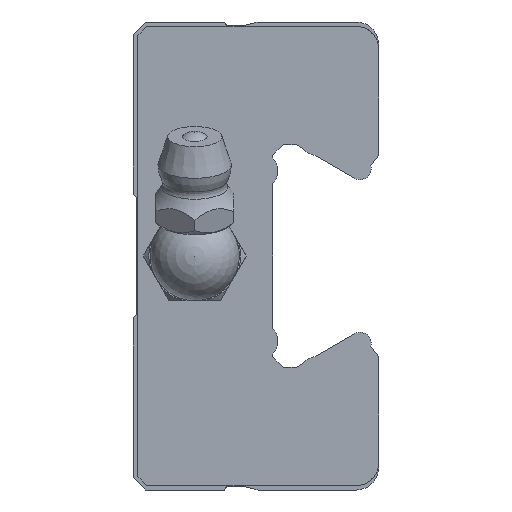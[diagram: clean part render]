
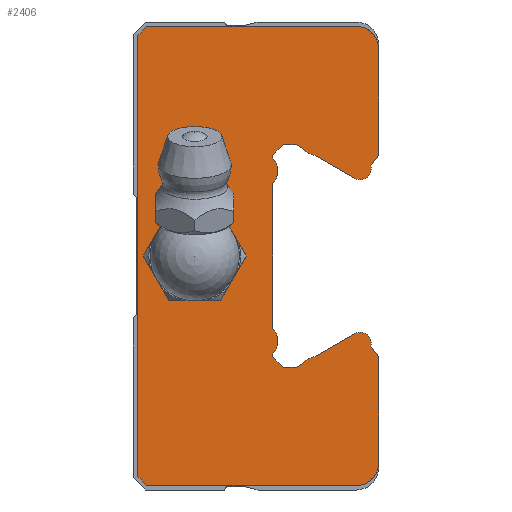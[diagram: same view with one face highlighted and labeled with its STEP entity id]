
A CAD part, left-side view. The second image highlights one B-rep face of the part: STEP entity #2406.
In plain terms, the highlighted planar face has unit normal (-1, 0, 0).
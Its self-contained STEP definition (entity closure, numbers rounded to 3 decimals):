
#106=LINE('',#3805,#324);
#121=LINE('',#3838,#339);
#126=LINE('',#3850,#344);
#133=LINE('',#3879,#351);
#160=LINE('',#3935,#378);
#163=LINE('',#3942,#381);
#173=LINE('',#3959,#391);
#174=LINE('',#3963,#392);
#175=LINE('',#3969,#393);
#176=LINE('',#3973,#394);
#177=LINE('',#3975,#395);
#178=LINE('',#3977,#396);
#179=LINE('',#3979,#397);
#180=LINE('',#3983,#398);
#181=LINE('',#3987,#399);
#182=LINE('',#3989,#400);
#183=LINE('',#3991,#401);
#184=LINE('',#3993,#402);
#185=LINE('',#3997,#403);
#186=LINE('',#4003,#404);
#324=VECTOR('',#2984,1000.);
#339=VECTOR('',#3005,1000.);
#344=VECTOR('',#3016,1000.);
#351=VECTOR('',#3045,1000.);
#378=VECTOR('',#3092,1000.);
#381=VECTOR('',#3099,1000.);
#391=VECTOR('',#3111,1000.);
#392=VECTOR('',#3116,1000.);
#393=VECTOR('',#3121,1000.);
#394=VECTOR('',#3124,1000.);
#395=VECTOR('',#3125,1000.);
#396=VECTOR('',#3126,1000.);
#397=VECTOR('',#3127,1000.);
#398=VECTOR('',#3130,1000.);
#399=VECTOR('',#3133,1000.);
#400=VECTOR('',#3134,1000.);
#401=VECTOR('',#3135,1000.);
#402=VECTOR('',#3136,1000.);
#403=VECTOR('',#3139,1000.);
#404=VECTOR('',#3144,1000.);
#524=PLANE('',#2621);
#632=CIRCLE('',#2600,2.);
#636=CIRCLE('',#2606,2.);
#638=CIRCLE('',#2622,3.);
#639=CIRCLE('',#2623,1.);
#640=CIRCLE('',#2624,0.7);
#641=CIRCLE('',#2625,1.65);
#642=CIRCLE('',#2626,1.65);
#643=CIRCLE('',#2627,1.65);
#644=CIRCLE('',#2628,1.65);
#645=CIRCLE('',#2629,0.7);
#646=CIRCLE('',#2630,1.);
#1002=ORIENTED_EDGE('',*,*,#1555,.T.);
#1003=ORIENTED_EDGE('',*,*,#1556,.T.);
#1004=ORIENTED_EDGE('',*,*,#1557,.F.);
#1005=ORIENTED_EDGE('',*,*,#1558,.F.);
#1006=ORIENTED_EDGE('',*,*,#1559,.T.);
#1007=ORIENTED_EDGE('',*,*,#1560,.F.);
#1008=ORIENTED_EDGE('',*,*,#1561,.T.);
#1009=ORIENTED_EDGE('',*,*,#1562,.T.);
#1010=ORIENTED_EDGE('',*,*,#1563,.T.);
#1011=ORIENTED_EDGE('',*,*,#1564,.T.);
#1012=ORIENTED_EDGE('',*,*,#1565,.F.);
#1013=ORIENTED_EDGE('',*,*,#1566,.T.);
#1014=ORIENTED_EDGE('',*,*,#1567,.F.);
#1015=ORIENTED_EDGE('',*,*,#1568,.T.);
#1016=ORIENTED_EDGE('',*,*,#1569,.T.);
#1017=ORIENTED_EDGE('',*,*,#1570,.T.);
#1018=ORIENTED_EDGE('',*,*,#1571,.T.);
#1019=ORIENTED_EDGE('',*,*,#1572,.F.);
#1020=ORIENTED_EDGE('',*,*,#1573,.T.);
#1021=ORIENTED_EDGE('',*,*,#1574,.F.);
#1022=ORIENTED_EDGE('',*,*,#1575,.F.);
#1023=ORIENTED_EDGE('',*,*,#1576,.T.);
#1024=ORIENTED_EDGE('',*,*,#1554,.F.);
#1025=ORIENTED_EDGE('',*,*,#1502,.F.);
#1026=ORIENTED_EDGE('',*,*,#1498,.F.);
#1027=ORIENTED_EDGE('',*,*,#1492,.F.);
#1028=ORIENTED_EDGE('',*,*,#1541,.F.);
#1029=ORIENTED_EDGE('',*,*,#1477,.F.);
#1030=ORIENTED_EDGE('',*,*,#1513,.F.);
#1031=ORIENTED_EDGE('',*,*,#1510,.F.);
#1032=ORIENTED_EDGE('',*,*,#1544,.F.);
#1477=EDGE_CURVE('',#1775,#1776,#106,.T.);
#1492=EDGE_CURVE('',#1790,#1788,#121,.T.);
#1498=EDGE_CURVE('',#1788,#1795,#126,.T.);
#1502=EDGE_CURVE('',#1795,#1797,#632,.T.);
#1510=EDGE_CURVE('',#1804,#1805,#636,.T.);
#1513=EDGE_CURVE('',#1805,#1775,#133,.T.);
#1541=EDGE_CURVE('',#1776,#1790,#160,.T.);
#1544=EDGE_CURVE('',#1825,#1804,#163,.T.);
#1554=EDGE_CURVE('',#1797,#1830,#173,.T.);
#1555=EDGE_CURVE('',#1833,#1833,#638,.T.);
#1556=EDGE_CURVE('',#1825,#1834,#174,.T.);
#1557=EDGE_CURVE('',#1835,#1834,#639,.T.);
#1558=EDGE_CURVE('',#1836,#1835,#640,.T.);
#1559=EDGE_CURVE('',#1836,#1837,#175,.T.);
#1560=EDGE_CURVE('',#1838,#1837,#641,.T.);
#1561=EDGE_CURVE('',#1838,#1839,#176,.T.);
#1562=EDGE_CURVE('',#1839,#1840,#177,.T.);
#1563=EDGE_CURVE('',#1840,#1841,#178,.T.);
#1564=EDGE_CURVE('',#1841,#1842,#179,.T.);
#1565=EDGE_CURVE('',#1843,#1842,#642,.T.);
#1566=EDGE_CURVE('',#1843,#1844,#180,.T.);
#1567=EDGE_CURVE('',#1845,#1844,#643,.T.);
#1568=EDGE_CURVE('',#1845,#1846,#181,.T.);
#1569=EDGE_CURVE('',#1846,#1847,#182,.T.);
#1570=EDGE_CURVE('',#1847,#1848,#183,.T.);
#1571=EDGE_CURVE('',#1848,#1849,#184,.T.);
#1572=EDGE_CURVE('',#1850,#1849,#644,.T.);
#1573=EDGE_CURVE('',#1850,#1851,#185,.T.);
#1574=EDGE_CURVE('',#1852,#1851,#645,.T.);
#1575=EDGE_CURVE('',#1853,#1852,#646,.T.);
#1576=EDGE_CURVE('',#1853,#1830,#186,.T.);
#1775=VERTEX_POINT('',#3804);
#1776=VERTEX_POINT('',#3806);
#1788=VERTEX_POINT('',#3833);
#1790=VERTEX_POINT('',#3837);
#1795=VERTEX_POINT('',#3851);
#1797=VERTEX_POINT('',#3858);
#1804=VERTEX_POINT('',#3873);
#1805=VERTEX_POINT('',#3875);
#1825=VERTEX_POINT('',#3940);
#1830=VERTEX_POINT('',#3952);
#1833=VERTEX_POINT('',#3962);
#1834=VERTEX_POINT('',#3964);
#1835=VERTEX_POINT('',#3966);
#1836=VERTEX_POINT('',#3968);
#1837=VERTEX_POINT('',#3970);
#1838=VERTEX_POINT('',#3972);
#1839=VERTEX_POINT('',#3974);
#1840=VERTEX_POINT('',#3976);
#1841=VERTEX_POINT('',#3978);
#1842=VERTEX_POINT('',#3980);
#1843=VERTEX_POINT('',#3982);
#1844=VERTEX_POINT('',#3984);
#1845=VERTEX_POINT('',#3986);
#1846=VERTEX_POINT('',#3988);
#1847=VERTEX_POINT('',#3990);
#1848=VERTEX_POINT('',#3992);
#1849=VERTEX_POINT('',#3994);
#1850=VERTEX_POINT('',#3996);
#1851=VERTEX_POINT('',#3998);
#1852=VERTEX_POINT('',#4000);
#1853=VERTEX_POINT('',#4002);
#2032=EDGE_LOOP('',(#1002));
#2033=EDGE_LOOP('',(#1003,#1004,#1005,#1006,#1007,#1008,#1009,#1010,#1011,
#1012,#1013,#1014,#1015,#1016,#1017,#1018,#1019,#1020,#1021,#1022,#1023,
#1024,#1025,#1026,#1027,#1028,#1029,#1030,#1031,#1032));
#2213=FACE_BOUND('',#2032,.T.);
#2214=FACE_BOUND('',#2033,.T.);
#2406=ADVANCED_FACE('',(#2213,#2214),#524,.F.);
#2600=AXIS2_PLACEMENT_3D('',#3857,#3024,#3025);
#2606=AXIS2_PLACEMENT_3D('',#3874,#3039,#3040);
#2621=AXIS2_PLACEMENT_3D('',#3960,#3112,#3113);
#2622=AXIS2_PLACEMENT_3D('',#3961,#3114,#3115);
#2623=AXIS2_PLACEMENT_3D('',#3965,#3117,#3118);
#2624=AXIS2_PLACEMENT_3D('',#3967,#3119,#3120);
#2625=AXIS2_PLACEMENT_3D('',#3971,#3122,#3123);
#2626=AXIS2_PLACEMENT_3D('',#3981,#3128,#3129);
#2627=AXIS2_PLACEMENT_3D('',#3985,#3131,#3132);
#2628=AXIS2_PLACEMENT_3D('',#3995,#3137,#3138);
#2629=AXIS2_PLACEMENT_3D('',#3999,#3140,#3141);
#2630=AXIS2_PLACEMENT_3D('',#4001,#3142,#3143);
#2984=DIRECTION('',(0.,0.707,0.707));
#3005=DIRECTION('',(0.,-0.707,0.707));
#3016=DIRECTION('',(0.,-1.,0.));
#3024=DIRECTION('',(1.,0.,0.));
#3025=DIRECTION('',(0.,0.,-1.));
#3039=DIRECTION('',(1.,0.,0.));
#3040=DIRECTION('',(0.,0.,-1.));
#3045=DIRECTION('',(0.,1.,0.));
#3092=DIRECTION('',(0.,0.,1.));
#3099=DIRECTION('',(0.,0.,-1.));
#3111=DIRECTION('',(0.,0.,-1.));
#3112=DIRECTION('',(1.,0.,0.));
#3113=DIRECTION('',(0.,0.,-1.));
#3114=DIRECTION('',(1.,0.,0.));
#3115=DIRECTION('',(0.,0.,-1.));
#3116=DIRECTION('',(0.,0.604,0.797));
#3117=DIRECTION('',(1.,0.,0.));
#3118=DIRECTION('',(0.,0.,-1.));
#3119=DIRECTION('',(1.,0.,0.));
#3120=DIRECTION('',(0.,0.,-1.));
#3121=DIRECTION('',(0.,0.867,-0.499));
#3122=DIRECTION('',(1.,0.,0.));
#3123=DIRECTION('',(0.,0.,-1.));
#3124=DIRECTION('',(0.,0.867,-0.499));
#3125=DIRECTION('',(0.,1.,0.));
#3126=DIRECTION('',(0.,0.707,0.707));
#3127=DIRECTION('',(0.,0.,1.));
#3128=DIRECTION('',(1.,0.,0.));
#3129=DIRECTION('',(0.,0.,-1.));
#3130=DIRECTION('',(0.,0.,1.));
#3131=DIRECTION('',(1.,0.,0.));
#3132=DIRECTION('',(0.,0.,-1.));
#3133=DIRECTION('',(0.,0.,1.));
#3134=DIRECTION('',(0.,-0.707,0.707));
#3135=DIRECTION('',(0.,-1.,0.));
#3136=DIRECTION('',(0.,-0.867,-0.499));
#3137=DIRECTION('',(1.,0.,0.));
#3138=DIRECTION('',(0.,0.,-1.));
#3139=DIRECTION('',(0.,-0.867,-0.499));
#3140=DIRECTION('',(1.,0.,0.));
#3141=DIRECTION('',(0.,0.,-1.));
#3142=DIRECTION('',(1.,0.,0.));
#3143=DIRECTION('',(0.,0.,-1.));
#3144=DIRECTION('',(0.,-0.604,0.797));
#3804=CARTESIAN_POINT('',(-33.25,20.8,-20.6));
#3805=CARTESIAN_POINT('',(-33.25,20.8,-20.6));
#3806=CARTESIAN_POINT('',(-33.25,21.6,-19.8));
#3833=CARTESIAN_POINT('',(-33.25,20.8,20.6));
#3837=CARTESIAN_POINT('',(-33.25,21.6,19.8));
#3838=CARTESIAN_POINT('',(-33.25,21.6,19.8));
#3850=CARTESIAN_POINT('',(-33.25,20.8,20.6));
#3851=CARTESIAN_POINT('',(-33.25,2.,20.6));
#3857=CARTESIAN_POINT('',(-33.25,2.,18.6));
#3858=CARTESIAN_POINT('',(-33.25,0.,18.6));
#3873=CARTESIAN_POINT('',(-33.25,0.,-18.6));
#3874=CARTESIAN_POINT('',(-33.25,2.,-18.6));
#3875=CARTESIAN_POINT('',(-33.25,2.,-20.6));
#3879=CARTESIAN_POINT('',(-33.25,2.,-20.6));
#3935=CARTESIAN_POINT('',(-33.25,21.6,-19.8));
#3940=CARTESIAN_POINT('',(-33.25,0.,-9.036));
#3942=CARTESIAN_POINT('',(-33.25,0.,18.6));
#3952=CARTESIAN_POINT('',(-33.25,0.,9.036));
#3959=CARTESIAN_POINT('',(-33.25,0.,18.6));
#3960=CARTESIAN_POINT('',(-33.25,2.,18.6));
#3961=CARTESIAN_POINT('',(-33.25,16.5,0.));
#3962=CARTESIAN_POINT('',(-33.25,16.5,-3.));
#3963=CARTESIAN_POINT('',(-33.25,-0.73,-10.));
#3964=CARTESIAN_POINT('',(-33.25,0.696,-8.117));
#3965=CARTESIAN_POINT('',(-33.25,1.66,-7.85));
#3966=CARTESIAN_POINT('',(-33.25,2.257,-7.047));
#3967=CARTESIAN_POINT('',(-33.25,1.979,-7.69));
#3968=CARTESIAN_POINT('',(-33.25,2.328,-7.083));
#3969=CARTESIAN_POINT('',(-33.25,2.328,-7.083));
#3970=CARTESIAN_POINT('',(-33.25,5.679,-9.013));
#3971=CARTESIAN_POINT('',(-33.25,5.47,-10.65));
#3972=CARTESIAN_POINT('',(-33.25,6.791,-9.661));
#3973=CARTESIAN_POINT('',(-33.25,6.791,-9.661));
#3974=CARTESIAN_POINT('',(-33.25,7.38,-10.));
#3975=CARTESIAN_POINT('',(-33.25,7.38,-10.));
#3976=CARTESIAN_POINT('',(-33.25,8.54,-10.));
#3977=CARTESIAN_POINT('',(-33.25,8.54,-10.));
#3978=CARTESIAN_POINT('',(-33.25,9.5,-9.04));
#3979=CARTESIAN_POINT('',(-33.25,9.5,-9.04));
#3980=CARTESIAN_POINT('',(-33.25,9.5,-8.803));
#3981=CARTESIAN_POINT('',(-33.25,10.68,-7.65));
#3982=CARTESIAN_POINT('',(-33.25,9.5,-6.497));
#3983=CARTESIAN_POINT('',(-33.25,9.5,-6.497));
#3984=CARTESIAN_POINT('',(-33.25,9.5,6.497));
#3985=CARTESIAN_POINT('',(-33.25,10.68,7.65));
#3986=CARTESIAN_POINT('',(-33.25,9.5,8.803));
#3987=CARTESIAN_POINT('',(-33.25,9.5,8.803));
#3988=CARTESIAN_POINT('',(-33.25,9.5,9.04));
#3989=CARTESIAN_POINT('',(-33.25,9.5,9.04));
#3990=CARTESIAN_POINT('',(-33.25,8.54,10.));
#3991=CARTESIAN_POINT('',(-33.25,8.54,10.));
#3992=CARTESIAN_POINT('',(-33.25,7.38,10.));
#3993=CARTESIAN_POINT('',(-33.25,7.38,10.));
#3994=CARTESIAN_POINT('',(-33.25,6.791,9.661));
#3995=CARTESIAN_POINT('',(-33.25,5.47,10.65));
#3996=CARTESIAN_POINT('',(-33.25,5.679,9.013));
#3997=CARTESIAN_POINT('',(-33.25,5.679,9.013));
#3998=CARTESIAN_POINT('',(-33.25,2.328,7.083));
#3999=CARTESIAN_POINT('',(-33.25,1.979,7.69));
#4000=CARTESIAN_POINT('',(-33.25,2.257,7.047));
#4001=CARTESIAN_POINT('',(-33.25,1.66,7.85));
#4002=CARTESIAN_POINT('',(-33.25,0.696,8.117));
#4003=CARTESIAN_POINT('',(-33.25,0.696,8.117));
